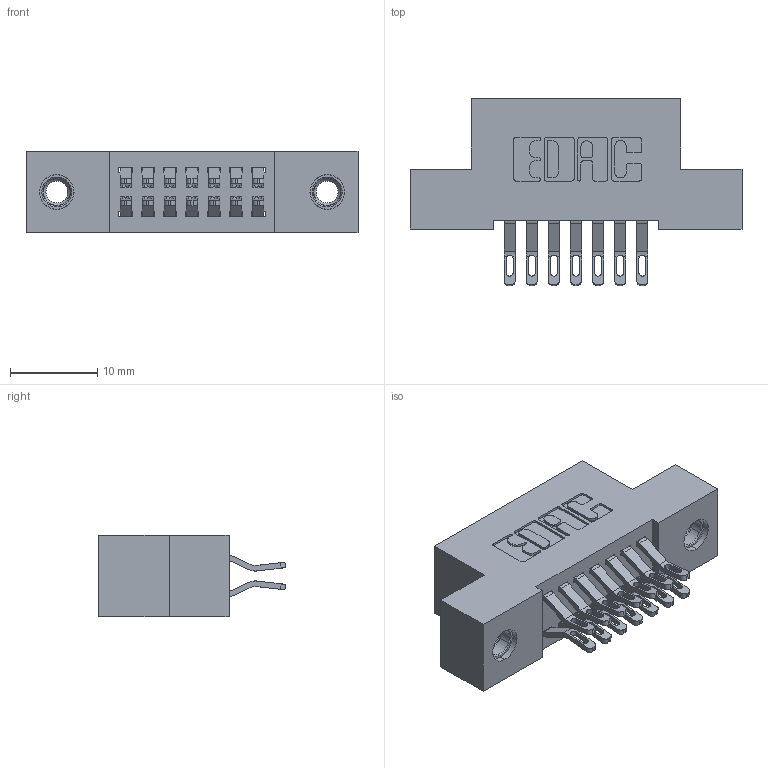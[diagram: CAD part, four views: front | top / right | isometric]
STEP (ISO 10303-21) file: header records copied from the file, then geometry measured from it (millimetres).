
FILE_DESCRIPTION (( 'STEP AP203' ), '1' );
FILE_NAME ('342-014-555-207.STEP', '2018-08-10T18:25:49', ( '' ), ( '' ), 'SwSTEP 2.0', 'SolidWorks 2016', '' );
FILE_SCHEMA (( 'CONFIG_CONTROL_DESIGN' ));
Length unit declared in the file: inch
Products named in the file (4): 345-292-001_555 Tail; 345-250-001_345-250-005-103; 342-014-555-207; 342 Part_TI
Assembly tree (17 placements, depth 2):
  342-014-555-207
    342 Part_TI
    345-292-001_555 Tail  x14
    345-250-001_345-250-005-103  x2
Bounding box: 38.1 x 21.47 x 9.4 mm (x, y, z)
Volume: 3283.8 mm3; surface area: 4644.1 mm2
Topology: 17 solids, 17 shells, 982 faces, 2997 edges, 1990 vertices
Faces by surface type: plane 574, cylinder 392, cone 12, torus 4
Entity records: 10410 total; most frequent: CARTESIAN_POINT 1783, ORIENTED_EDGE 1682, DIRECTION 1587, EDGE_CURVE 841, LINE 673, VECTOR 673, VERTEX_POINT 556, AXIS2_PLACEMENT_3D 457
